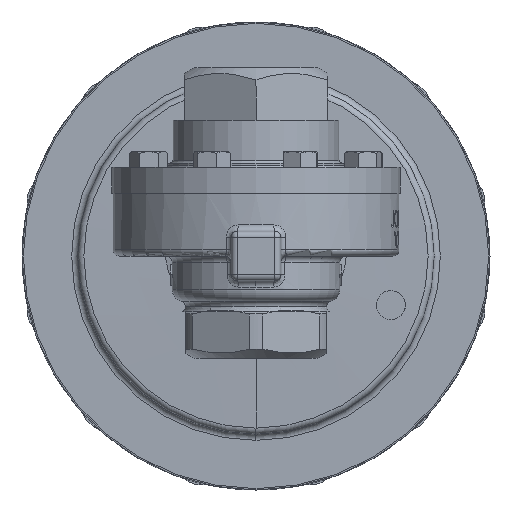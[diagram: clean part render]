
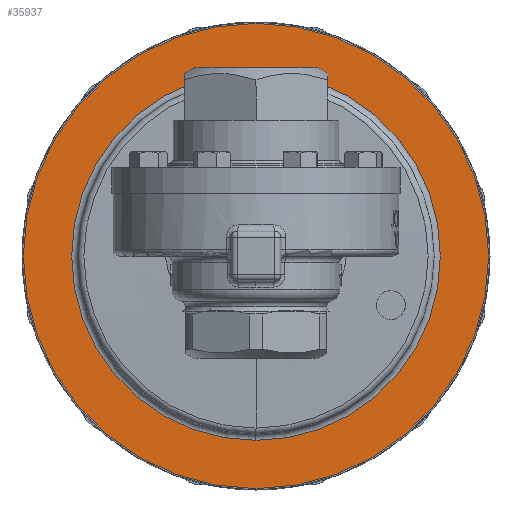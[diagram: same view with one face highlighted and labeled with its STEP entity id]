
A CAD part, front view. The second image highlights one B-rep face of the part: STEP entity #35937.
In plain terms, the highlighted planar face has unit normal (0, -1, 0).
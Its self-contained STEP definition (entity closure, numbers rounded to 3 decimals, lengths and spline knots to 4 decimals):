
#1291 = AXIS2_PLACEMENT_3D ( 'NONE', #8797, #28738, #11676 ) ;
#2439 = CARTESIAN_POINT ( 'NONE',  ( 0., 2.642, -3.5095 ) ) ;
#3466 = CARTESIAN_POINT ( 'NONE',  ( 0., 2.642, 0. ) ) ;
#3588 = FACE_BOUND ( 'NONE', #6016, .T. ) ;
#4259 = VERTEX_POINT ( 'NONE', #15351 ) ;
#4408 = AXIS2_PLACEMENT_3D ( 'NONE', #2439, #5315, #25246 ) ;
#5315 = DIRECTION ( 'NONE',  ( 0., -1., 0. ) ) ;
#5634 = AXIS2_PLACEMENT_3D ( 'NONE', #3466, #23407, #6361 ) ;
#5664 = DIRECTION ( 'NONE',  ( 0., -1., 0. ) ) ;
#6016 = EDGE_LOOP ( 'NONE', ( #31245, #35867 ) ) ;
#6159 = VERTEX_POINT ( 'NONE', #17568 ) ;
#6361 = DIRECTION ( 'NONE',  ( 0., 0., -1. ) ) ;
#8797 = CARTESIAN_POINT ( 'NONE',  ( 0., 2.642, 0. ) ) ;
#9955 = DIRECTION ( 'NONE',  ( 0., -1., 0. ) ) ;
#10292 = ORIENTED_EDGE ( 'NONE', *, *, #16115, .T. ) ;
#10986 = EDGE_CURVE ( 'NONE', #6159, #22393, #30415, .T. ) ;
#11030 = AXIS2_PLACEMENT_3D ( 'NONE', #27019, #9955, #29856 ) ;
#11676 = DIRECTION ( 'NONE',  ( 0., 0., -1. ) ) ;
#13170 = EDGE_CURVE ( 'NONE', #22393, #6159, #16089, .T. ) ;
#14192 = VERTEX_POINT ( 'NONE', #15047 ) ;
#15047 = CARTESIAN_POINT ( 'NONE',  ( 0., 2.642, 3.5095 ) ) ;
#15145 = CARTESIAN_POINT ( 'NONE',  ( 0., 2.642, 2.7805 ) ) ;
#15351 = CARTESIAN_POINT ( 'NONE',  ( 0., 2.642, -3.5095 ) ) ;
#16089 = CIRCLE ( 'NONE', #31242, 2.7805 ) ;
#16115 = EDGE_CURVE ( 'NONE', #4259, #14192, #32428, .T. ) ;
#17568 = CARTESIAN_POINT ( 'NONE',  ( 0., 2.642, -2.7805 ) ) ;
#22376 = PLANE ( 'NONE',  #4408 ) ;
#22393 = VERTEX_POINT ( 'NONE', #15145 ) ;
#22703 = CARTESIAN_POINT ( 'NONE',  ( 0., 2.642, 0. ) ) ;
#23407 = DIRECTION ( 'NONE',  ( 0., -1., 0. ) ) ;
#25246 = DIRECTION ( 'NONE',  ( 0., 0., -1. ) ) ;
#25583 = DIRECTION ( 'NONE',  ( 0., 0., -1. ) ) ;
#25636 = EDGE_LOOP ( 'NONE', ( #10292, #30481 ) ) ;
#27019 = CARTESIAN_POINT ( 'NONE',  ( 0., 2.642, 0. ) ) ;
#28738 = DIRECTION ( 'NONE',  ( 0., -1., 0. ) ) ;
#29856 = DIRECTION ( 'NONE',  ( 0., 0., -1. ) ) ;
#30415 = CIRCLE ( 'NONE', #5634, 2.7805 ) ;
#30481 = ORIENTED_EDGE ( 'NONE', *, *, #35485, .T. ) ;
#31242 = AXIS2_PLACEMENT_3D ( 'NONE', #22703, #5664, #25583 ) ;
#31245 = ORIENTED_EDGE ( 'NONE', *, *, #10986, .F. ) ;
#32428 = CIRCLE ( 'NONE', #11030, 3.5095 ) ;
#32549 = CIRCLE ( 'NONE', #1291, 3.5095 ) ;
#34740 = FACE_OUTER_BOUND ( 'NONE', #25636, .T. ) ;
#35485 = EDGE_CURVE ( 'NONE', #14192, #4259, #32549, .T. ) ;
#35867 = ORIENTED_EDGE ( 'NONE', *, *, #13170, .F. ) ;
#35937 = ADVANCED_FACE ( 'NONE', ( #34740, #3588 ), #22376, .T. ) ;
